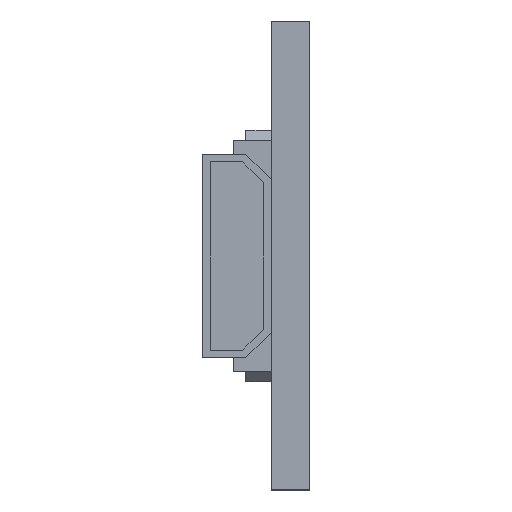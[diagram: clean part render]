
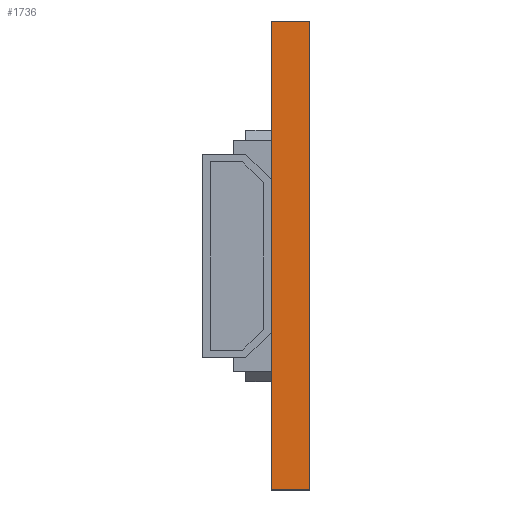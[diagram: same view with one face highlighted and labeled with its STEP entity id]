
A CAD part, left-side view. The second image highlights one B-rep face of the part: STEP entity #1736.
In plain terms, the highlighted planar face has unit normal (-1, 0, 0).
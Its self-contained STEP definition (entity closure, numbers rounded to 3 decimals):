
#157 = CARTESIAN_POINT ( 'NONE',  ( -16.5, 0., -9.2 ) ) ;
#222 = LINE ( 'NONE', #5720, #1480 ) ;
#403 = ORIENTED_EDGE ( 'NONE', *, *, #5358, .T. ) ;
#432 = CARTESIAN_POINT ( 'NONE',  ( -16.5, 1.5, -9.2 ) ) ;
#537 = VERTEX_POINT ( 'NONE', #2909 ) ;
#728 = VERTEX_POINT ( 'NONE', #3036 ) ;
#831 = VECTOR ( 'NONE', #968, 1000. ) ;
#968 = DIRECTION ( 'NONE',  ( 0., 0., 1. ) ) ;
#1356 = VECTOR ( 'NONE', #3200, 1000. ) ;
#1465 = DIRECTION ( 'NONE',  ( 0., -1., 0. ) ) ;
#1480 = VECTOR ( 'NONE', #1465, 1000. ) ;
#1485 = CARTESIAN_POINT ( 'NONE',  ( -16.5, 0., -9.2 ) ) ;
#1565 = AXIS2_PLACEMENT_3D ( 'NONE', #5015, #2384, #6161 ) ;
#1598 = EDGE_CURVE ( 'NONE', #537, #4813, #5559, .T. ) ;
#1736 = ADVANCED_FACE ( 'NONE', ( #5013 ), #5600, .F. ) ;
#1893 = ORIENTED_EDGE ( 'NONE', *, *, #2584, .F. ) ;
#2018 = LINE ( 'NONE', #1485, #4666 ) ;
#2087 = DIRECTION ( 'NONE',  ( 0., 0., 1. ) ) ;
#2360 = LINE ( 'NONE', #432, #831 ) ;
#2384 = DIRECTION ( 'NONE',  ( 1., 0., 0. ) ) ;
#2584 = EDGE_CURVE ( 'NONE', #728, #3780, #222, .T. ) ;
#2909 = CARTESIAN_POINT ( 'NONE',  ( -16.5, 1.5, -9.2 ) ) ;
#3036 = CARTESIAN_POINT ( 'NONE',  ( -16.5, 1.5, 9.2 ) ) ;
#3200 = DIRECTION ( 'NONE',  ( 0., -1., 0. ) ) ;
#3205 = CARTESIAN_POINT ( 'NONE',  ( -16.5, 0., 9.2 ) ) ;
#3324 = ORIENTED_EDGE ( 'NONE', *, *, #6861, .F. ) ;
#3451 = CARTESIAN_POINT ( 'NONE',  ( -16.5, 1.5, -9.2 ) ) ;
#3780 = VERTEX_POINT ( 'NONE', #3205 ) ;
#4666 = VECTOR ( 'NONE', #2087, 1000. ) ;
#4716 = ORIENTED_EDGE ( 'NONE', *, *, #1598, .T. ) ;
#4813 = VERTEX_POINT ( 'NONE', #157 ) ;
#5013 = FACE_OUTER_BOUND ( 'NONE', #5102, .T. ) ;
#5015 = CARTESIAN_POINT ( 'NONE',  ( -16.5, 1.5, -9.2 ) ) ;
#5102 = EDGE_LOOP ( 'NONE', ( #403, #1893, #3324, #4716 ) ) ;
#5358 = EDGE_CURVE ( 'NONE', #4813, #3780, #2018, .T. ) ;
#5559 = LINE ( 'NONE', #3451, #1356 ) ;
#5600 = PLANE ( 'NONE',  #1565 ) ;
#5720 = CARTESIAN_POINT ( 'NONE',  ( -16.5, 1.5, 9.2 ) ) ;
#6161 = DIRECTION ( 'NONE',  ( 0., 0., -1. ) ) ;
#6861 = EDGE_CURVE ( 'NONE', #537, #728, #2360, .T. ) ;
